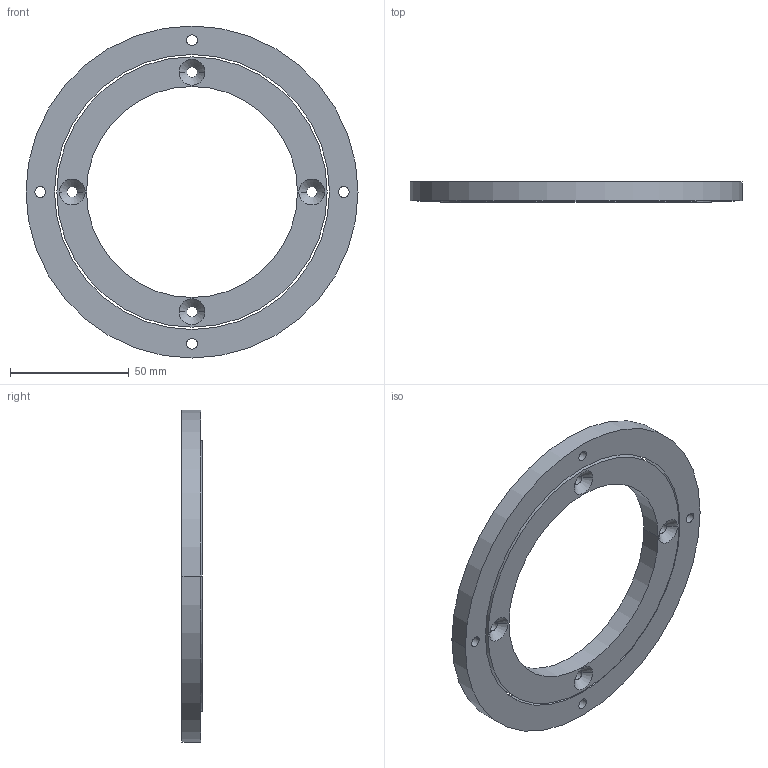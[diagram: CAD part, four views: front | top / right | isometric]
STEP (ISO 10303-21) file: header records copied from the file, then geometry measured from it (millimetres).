
FILE_DESCRIPTION((''),'2;1');
FILE_NAME('ASL-140-085_ASM','2023-10-09T18:07:25',('ccha425'),('Department of Mechanical Engineering, The University of Auckland'),'CREO PARAMETRIC BY PTC INC, 2017260','CREO PARAMETRIC BY PTC INC, 2017260','');
FILE_SCHEMA(('CONFIG_CONTROL_DESIGN'));
Length unit declared in the file: millimetre
Products named in the file (3): ASL140-085; ASL140-085B; ASL-140-085_ASM
Assembly tree (2 placements, depth 2):
  ASL-140-085_ASM
    ASL140-085
    ASL140-085B
Bounding box: 140 x 8.5 x 140 mm (x, y, z)
Volume: 70640 mm3; surface area: 30050.9 mm2
Topology: 2 solids, 2 shells, 44 faces, 104 edges, 64 vertices
Faces by surface type: cylinder 24, cone 16, plane 4
Entity records: 1412 total; most frequent: DIRECTION 266, CARTESIAN_POINT 217, ORIENTED_EDGE 208, AXIS2_PLACEMENT_3D 113, EDGE_CURVE 104, VERTEX_POINT 64, EDGE_LOOP 64, CIRCLE 64
